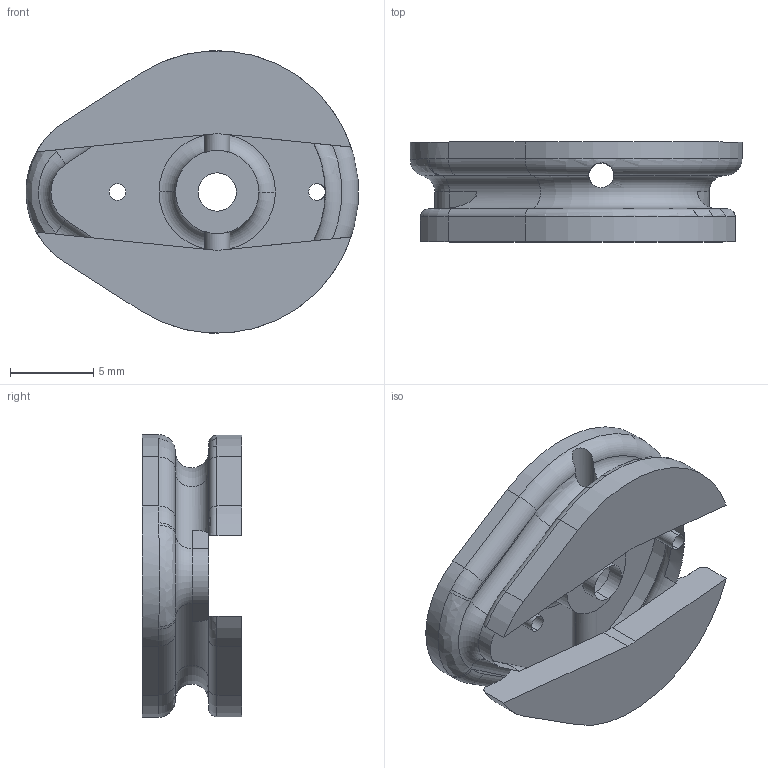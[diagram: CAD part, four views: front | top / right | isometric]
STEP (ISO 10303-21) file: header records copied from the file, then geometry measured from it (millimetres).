
FILE_DESCRIPTION((''),'2;1');
FILE_NAME('OBMP-FAH-1842','2023-10-12T14:39:18',('ccha425'),('Department of Mechanical Engineering, The University of Auckland'),'CREO PARAMETRIC BY PTC INC, 2017260','CREO PARAMETRIC BY PTC INC, 2017260','');
FILE_SCHEMA(('CONFIG_CONTROL_DESIGN'));
Length unit declared in the file: millimetre
Products named in the file (1): OBMP-FAH-1842
Bounding box: 19.97 x 6 x 16.97 mm (x, y, z)
Volume: 993.3 mm3; surface area: 1075.2 mm2
Topology: 1 solids, 1 shells, 61 faces, 160 edges, 99 vertices
Faces by surface type: cylinder 28, plane 19, torus 11, bspline 3
Entity records: 2267 total; most frequent: CARTESIAN_POINT 709, DIRECTION 322, ORIENTED_EDGE 320, EDGE_CURVE 160, AXIS2_PLACEMENT_3D 128, VERTEX_POINT 99, CIRCLE 70, EDGE_LOOP 69
